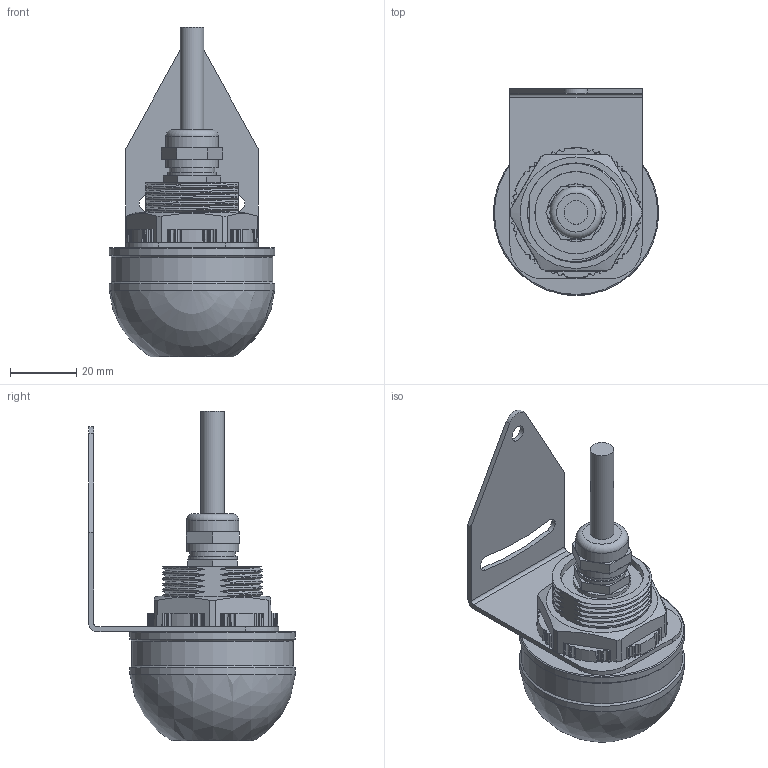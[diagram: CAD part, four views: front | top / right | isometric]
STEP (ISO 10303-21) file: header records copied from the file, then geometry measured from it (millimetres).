
FILE_DESCRIPTION(/* description */ (''),/* implementation_level */ '2;1');
FILE_NAME(/* name */ '214544 SBP-FK-R50D-1TPNS-2M.stp',/* time_stamp */ '2025-01-14T09:14:26+01:00',/* author */ (''),/* organization */ (''),/* preprocessor_version */ 'ST-DEVELOPER v20',/* originating_system */ 'Autodesk Inventor 2025',/* authorisation */ '');
FILE_SCHEMA (('AUTOMOTIVE_DESIGN { 1 0 10303 214 3 1 1 }'));
Products named in the file (1): 214540 ENTW-SBP-FK-R50D-1S-2 gefüllt
Bounding box: 50.03 x 62.51 x 99.73 mm (x, y, z)
Volume: 88115.8 mm3; surface area: 28538.3 mm2
Topology: 6 solids, 6 shells, 345 faces, 962 edges, 642 vertices
Faces by surface type: plane 143, bspline 86, cylinder 73, cone 39, torus 2, sphere 2
Full cylindrical faces by diameter (mm): 5 x1, 7.1 x3, 11 x4, 12 x5, 13.8 x1, 14.8 x1, 15.8 x2, 29.307 x4, 30.084 x5, 32 x1, 48.903 x1, 50.029 x2
Entity records: 36085 total; most frequent: CARTESIAN_POINT 27842, ORIENTED_EDGE 1922, DIRECTION 1320, EDGE_CURVE 961, VERTEX_POINT 642, LINE 460, VECTOR 460, AXIS2_PLACEMENT_3D 430
